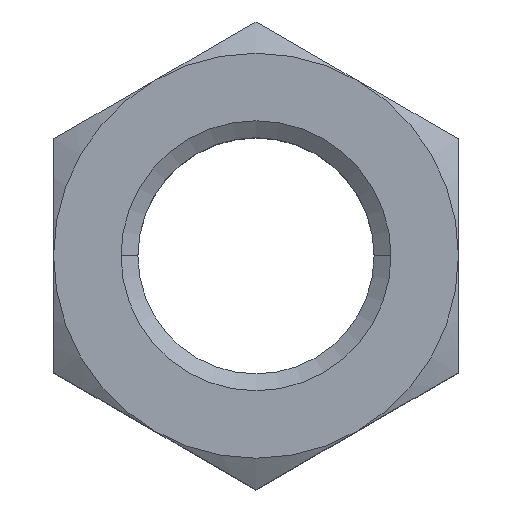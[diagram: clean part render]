
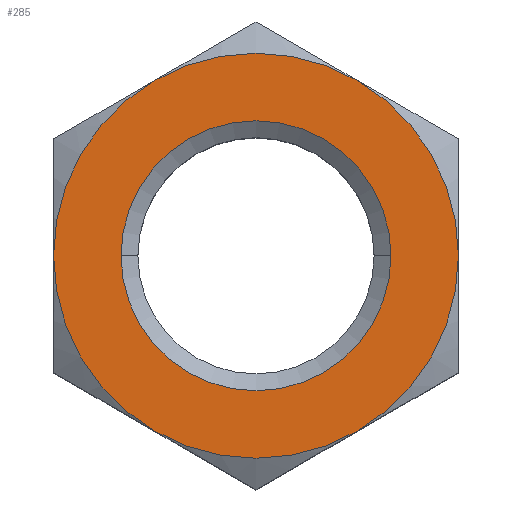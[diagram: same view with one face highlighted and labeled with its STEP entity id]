
A CAD part, top view. The second image highlights one B-rep face of the part: STEP entity #285.
In plain terms, the highlighted planar face has unit normal (0, 0, 1).
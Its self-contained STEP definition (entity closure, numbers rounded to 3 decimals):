
#4 = EDGE_CURVE ( 'NONE', #712, #410, #249, .T. ) ;
#15 = DIRECTION ( 'NONE',  ( 1., 0., 0. ) ) ;
#27 = EDGE_CURVE ( 'NONE', #70, #573, #45, .T. ) ;
#45 = CIRCLE ( 'NONE', #655, 12. ) ;
#67 = VERTEX_POINT ( 'NONE', #593 ) ;
#70 = VERTEX_POINT ( 'NONE', #459 ) ;
#71 = CARTESIAN_POINT ( 'NONE',  ( 0., 13.856, 0. ) ) ;
#74 = DIRECTION ( 'NONE',  ( -1., 0., 0. ) ) ;
#77 = AXIS2_PLACEMENT_3D ( 'NONE', #454, #786, #724 ) ;
#79 = CARTESIAN_POINT ( 'NONE',  ( -12., 0., 0. ) ) ;
#95 = CIRCLE ( 'NONE', #541, 12. ) ;
#104 = EDGE_CURVE ( 'NONE', #573, #712, #684, .T. ) ;
#109 = CIRCLE ( 'NONE', #77, 8. ) ;
#136 = ORIENTED_EDGE ( 'NONE', *, *, #387, .F. ) ;
#177 = CIRCLE ( 'NONE', #642, 12. ) ;
#236 = DIRECTION ( 'NONE',  ( -1., 0., 0. ) ) ;
#249 = CIRCLE ( 'NONE', #719, 12. ) ;
#257 = VERTEX_POINT ( 'NONE', #362 ) ;
#260 = ORIENTED_EDGE ( 'NONE', *, *, #27, .F. ) ;
#285 = ADVANCED_FACE ( 'NONE', ( #290, #747 ), #678, .F. ) ;
#287 = CARTESIAN_POINT ( 'NONE',  ( -6., 10.392, 0. ) ) ;
#290 = FACE_BOUND ( 'NONE', #637, .T. ) ;
#293 = CIRCLE ( 'NONE', #589, 12. ) ;
#301 = CARTESIAN_POINT ( 'NONE',  ( -8., 0., 0. ) ) ;
#307 = DIRECTION ( 'NONE',  ( 0., 0., -1. ) ) ;
#319 = AXIS2_PLACEMENT_3D ( 'NONE', #71, #347, #607 ) ;
#324 = VERTEX_POINT ( 'NONE', #843 ) ;
#325 = DIRECTION ( 'NONE',  ( 0., 0., -1. ) ) ;
#347 = DIRECTION ( 'NONE',  ( 0., 0., -1. ) ) ;
#362 = CARTESIAN_POINT ( 'NONE',  ( 12., 0., 0. ) ) ;
#387 = EDGE_CURVE ( 'NONE', #410, #67, #177, .T. ) ;
#394 = AXIS2_PLACEMENT_3D ( 'NONE', #483, #619, #15 ) ;
#403 = DIRECTION ( 'NONE',  ( 0., 0., -1. ) ) ;
#405 = CARTESIAN_POINT ( 'NONE',  ( 0., 0., 0. ) ) ;
#410 = VERTEX_POINT ( 'NONE', #287 ) ;
#444 = CARTESIAN_POINT ( 'NONE',  ( 0., 0., 0. ) ) ;
#454 = CARTESIAN_POINT ( 'NONE',  ( 0., 0., 0. ) ) ;
#455 = CARTESIAN_POINT ( 'NONE',  ( 0., 0., 0. ) ) ;
#459 = CARTESIAN_POINT ( 'NONE',  ( 6., -10.392, 0. ) ) ;
#460 = EDGE_CURVE ( 'NONE', #324, #849, #779, .T. ) ;
#483 = CARTESIAN_POINT ( 'NONE',  ( 0., 0., 0. ) ) ;
#488 = CARTESIAN_POINT ( 'NONE',  ( 0., 0., 0. ) ) ;
#489 = ORIENTED_EDGE ( 'NONE', *, *, #4, .F. ) ;
#502 = EDGE_LOOP ( 'NONE', ( #489, #535, #260, #674, #787, #136 ) ) ;
#532 = EDGE_CURVE ( 'NONE', #257, #67, #95, .T. ) ;
#535 = ORIENTED_EDGE ( 'NONE', *, *, #104, .F. ) ;
#541 = AXIS2_PLACEMENT_3D ( 'NONE', #444, #853, #714 ) ;
#553 = EDGE_CURVE ( 'NONE', #849, #324, #109, .T. ) ;
#557 = ORIENTED_EDGE ( 'NONE', *, *, #460, .F. ) ;
#570 = CARTESIAN_POINT ( 'NONE',  ( 0., 0., 0. ) ) ;
#573 = VERTEX_POINT ( 'NONE', #659 ) ;
#584 = DIRECTION ( 'NONE',  ( -1., 0., 0. ) ) ;
#589 = AXIS2_PLACEMENT_3D ( 'NONE', #570, #307, #236 ) ;
#593 = CARTESIAN_POINT ( 'NONE',  ( 6., 10.392, 0. ) ) ;
#607 = DIRECTION ( 'NONE',  ( -1., 0., 0. ) ) ;
#619 = DIRECTION ( 'NONE',  ( 0., 0., 1. ) ) ;
#627 = AXIS2_PLACEMENT_3D ( 'NONE', #405, #325, #740 ) ;
#637 = EDGE_LOOP ( 'NONE', ( #557, #803 ) ) ;
#642 = AXIS2_PLACEMENT_3D ( 'NONE', #488, #699, #74 ) ;
#655 = AXIS2_PLACEMENT_3D ( 'NONE', #455, #403, #862 ) ;
#659 = CARTESIAN_POINT ( 'NONE',  ( -6., -10.392, 0. ) ) ;
#674 = ORIENTED_EDGE ( 'NONE', *, *, #855, .F. ) ;
#678 = PLANE ( 'NONE',  #319 ) ;
#684 = CIRCLE ( 'NONE', #627, 12. ) ;
#699 = DIRECTION ( 'NONE',  ( 0., 0., -1. ) ) ;
#712 = VERTEX_POINT ( 'NONE', #79 ) ;
#714 = DIRECTION ( 'NONE',  ( 1., 0., 0. ) ) ;
#719 = AXIS2_PLACEMENT_3D ( 'NONE', #723, #871, #584 ) ;
#723 = CARTESIAN_POINT ( 'NONE',  ( 0., 0., 0. ) ) ;
#724 = DIRECTION ( 'NONE',  ( 1., 0., 0. ) ) ;
#740 = DIRECTION ( 'NONE',  ( -1., 0., 0. ) ) ;
#747 = FACE_OUTER_BOUND ( 'NONE', #502, .T. ) ;
#779 = CIRCLE ( 'NONE', #394, 8. ) ;
#786 = DIRECTION ( 'NONE',  ( 0., 0., 1. ) ) ;
#787 = ORIENTED_EDGE ( 'NONE', *, *, #532, .T. ) ;
#803 = ORIENTED_EDGE ( 'NONE', *, *, #553, .F. ) ;
#843 = CARTESIAN_POINT ( 'NONE',  ( 8., 0., 0. ) ) ;
#849 = VERTEX_POINT ( 'NONE', #301 ) ;
#853 = DIRECTION ( 'NONE',  ( 0., 0., 1. ) ) ;
#855 = EDGE_CURVE ( 'NONE', #257, #70, #293, .T. ) ;
#862 = DIRECTION ( 'NONE',  ( -1., 0., 0. ) ) ;
#871 = DIRECTION ( 'NONE',  ( 0., 0., -1. ) ) ;
